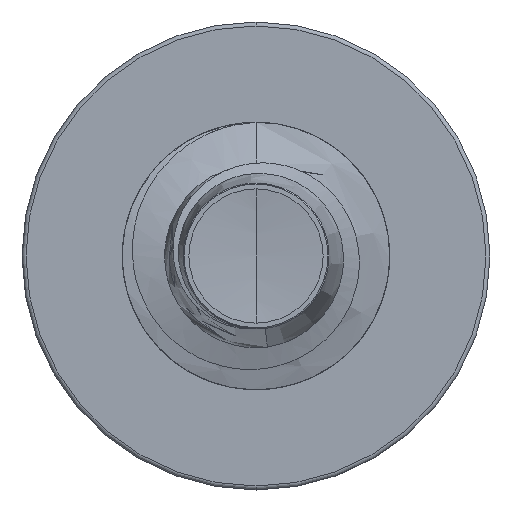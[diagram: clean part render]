
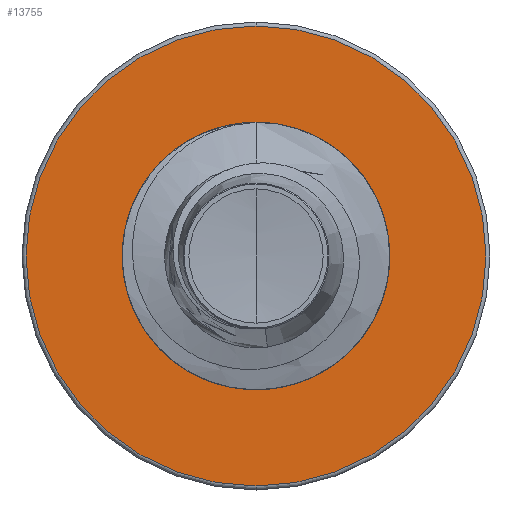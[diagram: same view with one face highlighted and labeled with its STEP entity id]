
A CAD part, front view. The second image highlights one B-rep face of the part: STEP entity #13755.
In plain terms, the highlighted planar face has unit normal (0, -1, 0).
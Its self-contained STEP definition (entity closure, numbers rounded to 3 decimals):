
#74 = CARTESIAN_POINT ( 'NONE',  ( 0., 22.5, -3.44 ) ) ;
#298 = DIRECTION ( 'NONE',  ( 0., 1., 0. ) ) ;
#742 = EDGE_CURVE ( 'NONE', #10540, #21021, #12477, .T. ) ;
#2750 = VERTEX_POINT ( 'NONE', #5438 ) ;
#3210 = CIRCLE ( 'NONE', #20302, 3.44 ) ;
#3655 = AXIS2_PLACEMENT_3D ( 'NONE', #4654, #4610, #4574 ) ;
#4312 = ORIENTED_EDGE ( 'NONE', *, *, #21207, .T. ) ;
#4574 = DIRECTION ( 'NONE',  ( 0., 0., 1. ) ) ;
#4610 = DIRECTION ( 'NONE',  ( 0., 1., 0. ) ) ;
#4654 = CARTESIAN_POINT ( 'NONE',  ( 0., 22.5, 0. ) ) ;
#5379 = CARTESIAN_POINT ( 'NONE',  ( 0., 22.5, 3.44 ) ) ;
#5438 = CARTESIAN_POINT ( 'NONE',  ( 0., 22.5, -1.989 ) ) ;
#5552 = CIRCLE ( 'NONE', #3655, 1.989 ) ;
#9307 = AXIS2_PLACEMENT_3D ( 'NONE', #18031, #17942, #17917 ) ;
#10540 = VERTEX_POINT ( 'NONE', #74 ) ;
#11837 = ORIENTED_EDGE ( 'NONE', *, *, #27549, .T. ) ;
#12442 = EDGE_CURVE ( 'NONE', #21021, #10540, #3210, .T. ) ;
#12477 = CIRCLE ( 'NONE', #21657, 3.44 ) ;
#12563 = EDGE_LOOP ( 'NONE', ( #22000, #25993 ) ) ;
#13755 = ADVANCED_FACE ( 'NONE', ( #19818, #24143 ), #18097, .F. ) ;
#14328 = CARTESIAN_POINT ( 'NONE',  ( 0., 22.5, 1.989 ) ) ;
#16568 = CARTESIAN_POINT ( 'NONE',  ( 0., 22.5, 0. ) ) ;
#17436 = EDGE_LOOP ( 'NONE', ( #4312, #11837 ) ) ;
#17917 = DIRECTION ( 'NONE',  ( 0., 0., 1. ) ) ;
#17942 = DIRECTION ( 'NONE',  ( 0., 1., 0. ) ) ;
#18031 = CARTESIAN_POINT ( 'NONE',  ( 0., 22.5, -1.989 ) ) ;
#18097 = PLANE ( 'NONE',  #9307 ) ;
#18623 = DIRECTION ( 'NONE',  ( 0., 0., 1. ) ) ;
#19399 = AXIS2_PLACEMENT_3D ( 'NONE', #16568, #298, #18623 ) ;
#19818 = FACE_OUTER_BOUND ( 'NONE', #12563, .T. ) ;
#20071 = DIRECTION ( 'NONE',  ( 0., 0., 1. ) ) ;
#20097 = DIRECTION ( 'NONE',  ( 0., 1., 0. ) ) ;
#20119 = CARTESIAN_POINT ( 'NONE',  ( 0., 22.5, 0. ) ) ;
#20302 = AXIS2_PLACEMENT_3D ( 'NONE', #20119, #20097, #20071 ) ;
#21021 = VERTEX_POINT ( 'NONE', #5379 ) ;
#21207 = EDGE_CURVE ( 'NONE', #27569, #2750, #5552, .T. ) ;
#21657 = AXIS2_PLACEMENT_3D ( 'NONE', #26559, #26411, #26216 ) ;
#22000 = ORIENTED_EDGE ( 'NONE', *, *, #12442, .F. ) ;
#24143 = FACE_BOUND ( 'NONE', #17436, .T. ) ;
#25993 = ORIENTED_EDGE ( 'NONE', *, *, #742, .F. ) ;
#26216 = DIRECTION ( 'NONE',  ( 0., 0., 1. ) ) ;
#26287 = CIRCLE ( 'NONE', #19399, 1.989 ) ;
#26411 = DIRECTION ( 'NONE',  ( 0., 1., 0. ) ) ;
#26559 = CARTESIAN_POINT ( 'NONE',  ( 0., 22.5, 0. ) ) ;
#27549 = EDGE_CURVE ( 'NONE', #2750, #27569, #26287, .T. ) ;
#27569 = VERTEX_POINT ( 'NONE', #14328 ) ;
